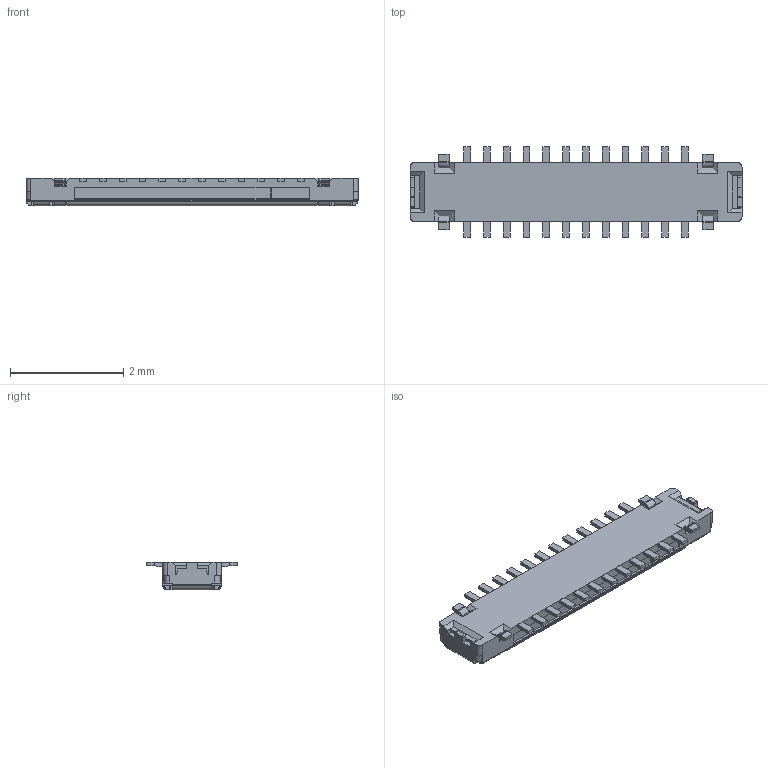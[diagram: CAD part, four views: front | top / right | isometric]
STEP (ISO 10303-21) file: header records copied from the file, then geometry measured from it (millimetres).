
FILE_DESCRIPTION(/* description */ (''),/* implementation_level */ '2;1');
FILE_NAME(/* name */ '2167010249 v3.step',/* time_stamp */ '2023-07-03T21:13:31-06:00',/* author */ (''),/* organization */ (''),/* preprocessor_version */ 'ST-DEVELOPER v19.2',/* originating_system */ 'Autodesk Translation Framework v12.6.0.85',/* authorisation */ '');
FILE_SCHEMA (('AUTOMOTIVE_DESIGN { 1 0 10303 214 3 1 1 }'));
Length unit declared in the file: millimetre
Products named in the file (2): 2167010249; Pins
Assembly tree (1 placements, depth 2):
  2167010249
    Pins
Bounding box: 5.87 x 1.6 x 0.49 mm (x, y, z)
Volume: 1.9 mm3; surface area: 32.6 mm2
Topology: 37 solids, 37 shells, 495 faces, 1208 edges, 792 vertices
Faces by surface type: plane 383, cylinder 108, cone 4
Entity records: 14545 total; most frequent: CARTESIAN_POINT 2626, DIRECTION 2436, ORIENTED_EDGE 2416, EDGE_CURVE 1208, LINE 960, VECTOR 960, VERTEX_POINT 792, AXIS2_PLACEMENT_3D 738
